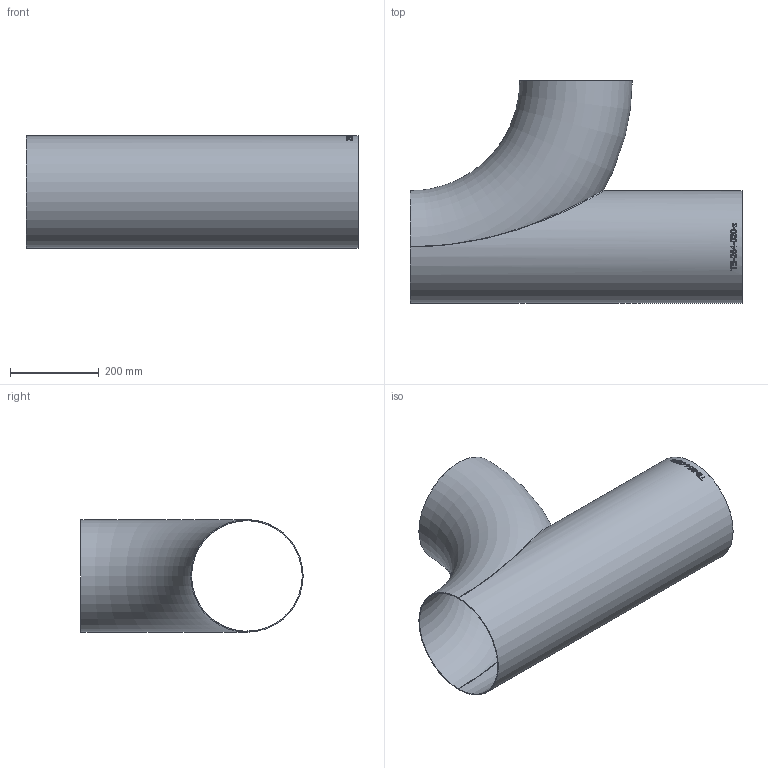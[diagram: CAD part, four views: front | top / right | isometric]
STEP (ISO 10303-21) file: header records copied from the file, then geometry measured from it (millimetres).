
FILE_DESCRIPTION (( 'STEP AP214' ), '1' );
FILE_NAME ('TB-254-020-x T-Bogen 2005.STEP', '2020-05-19T08:03:03', ( '' ), ( '' ), 'SwSTEP 2.0', 'SolidWorks 2019', '' );
FILE_SCHEMA (( 'AUTOMOTIVE_DESIGN' ));
Length unit declared in the file: millimetre
Products named in the file (1): TB-254-020-x T-Bogen 2005
Bounding box: 750 x 502 x 254 mm (x, y, z)
Volume: 1558885.3 mm3; surface area: 1557927 mm2
Topology: 1 solids, 1 shells, 158 faces, 417 edges, 272 vertices
Faces by surface type: bspline 80, plane 57, cylinder 19, torus 2
Full cylindrical faces by diameter (mm): 250 x1, 254 x1
Entity records: 27326 total; most frequent: CARTESIAN_POINT 22544, ORIENTED_EDGE 804, EDGE_CURVE 402, DIRECTION 388, VERTEX_POINT 268, B_SPLINE_CURVE_WITH_KNOTS 244, EDGE_LOOP 180, FACE_OUTER_BOUND 160
